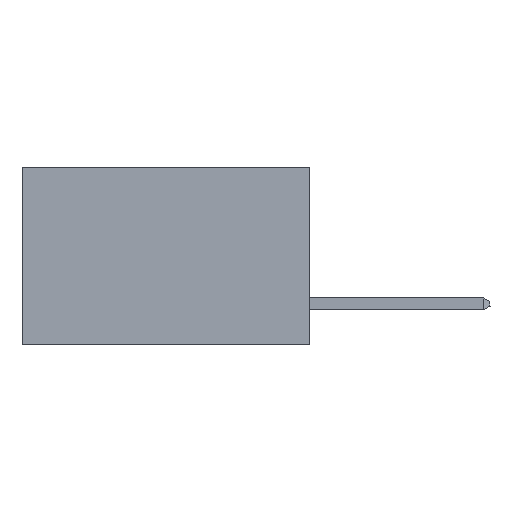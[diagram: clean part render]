
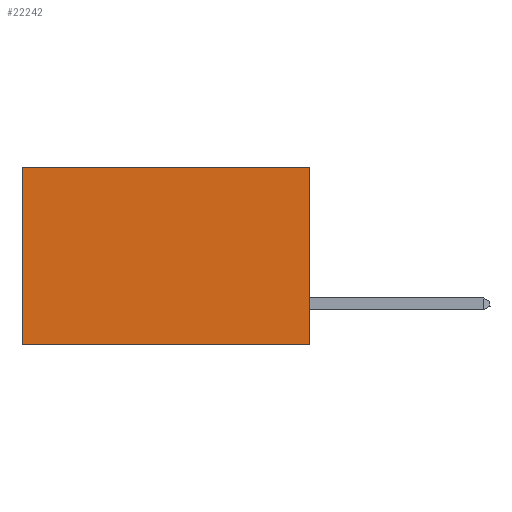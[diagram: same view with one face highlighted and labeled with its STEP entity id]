
A CAD part, left-side view. The second image highlights one B-rep face of the part: STEP entity #22242.
In plain terms, the highlighted planar face has unit normal (-1, 0, 0).
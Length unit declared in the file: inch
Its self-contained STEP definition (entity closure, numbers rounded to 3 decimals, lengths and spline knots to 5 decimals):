
#650 = ORIENTED_EDGE ( 'NONE', *, *, #16820, .T. ) ;
#1488 = VECTOR ( 'NONE', #15910, 39.37008 ) ;
#2910 = CARTESIAN_POINT ( 'NONE',  ( 0.2875, 0., 0. ) ) ;
#3317 = DIRECTION ( 'NONE',  ( 0., 0., -1. ) ) ;
#3669 = CARTESIAN_POINT ( 'NONE',  ( 0.2875, 0., 0. ) ) ;
#4208 = VERTEX_POINT ( 'NONE', #9436 ) ;
#4409 = EDGE_LOOP ( 'NONE', ( #21422, #8396, #17899, #650 ) ) ;
#4745 = DIRECTION ( 'NONE',  ( 0., 0., -1. ) ) ;
#5075 = EDGE_CURVE ( 'NONE', #16230, #4208, #13508, .T. ) ;
#5472 = DIRECTION ( 'NONE',  ( 0., 1., 0. ) ) ;
#8396 = ORIENTED_EDGE ( 'NONE', *, *, #5075, .F. ) ;
#9436 = CARTESIAN_POINT ( 'NONE',  ( 0.2875, 0.6, -0.37 ) ) ;
#9789 = AXIS2_PLACEMENT_3D ( 'NONE', #2910, #15268, #4745 ) ;
#10403 = CARTESIAN_POINT ( 'NONE',  ( 0.2875, 0., 0. ) ) ;
#10632 = VERTEX_POINT ( 'NONE', #12530 ) ;
#11015 = LINE ( 'NONE', #21075, #1488 ) ;
#11075 = EDGE_CURVE ( 'NONE', #14700, #4208, #11015, .T. ) ;
#12530 = CARTESIAN_POINT ( 'NONE',  ( 0.2875, 0., 0. ) ) ;
#12961 = VECTOR ( 'NONE', #18125, 39.37008 ) ;
#13508 = LINE ( 'NONE', #19765, #12961 ) ;
#14700 = VERTEX_POINT ( 'NONE', #14951 ) ;
#14951 = CARTESIAN_POINT ( 'NONE',  ( 0.2875, 0.6, 0. ) ) ;
#15268 = DIRECTION ( 'NONE',  ( 1., 0., 0. ) ) ;
#15910 = DIRECTION ( 'NONE',  ( 0., 0., -1. ) ) ;
#16230 = VERTEX_POINT ( 'NONE', #22207 ) ;
#16367 = VECTOR ( 'NONE', #3317, 39.37008 ) ;
#16820 = EDGE_CURVE ( 'NONE', #10632, #14700, #17503, .T. ) ;
#16974 = VECTOR ( 'NONE', #5472, 39.37008 ) ;
#17503 = LINE ( 'NONE', #3669, #16974 ) ;
#17899 = ORIENTED_EDGE ( 'NONE', *, *, #19172, .F. ) ;
#18125 = DIRECTION ( 'NONE',  ( 0., 1., 0. ) ) ;
#19172 = EDGE_CURVE ( 'NONE', #10632, #16230, #20895, .T. ) ;
#19765 = CARTESIAN_POINT ( 'NONE',  ( 0.2875, 0., -0.37 ) ) ;
#20406 = PLANE ( 'NONE',  #9789 ) ;
#20895 = LINE ( 'NONE', #10403, #16367 ) ;
#21075 = CARTESIAN_POINT ( 'NONE',  ( 0.2875, 0.6, 0. ) ) ;
#21422 = ORIENTED_EDGE ( 'NONE', *, *, #11075, .T. ) ;
#22162 = FACE_OUTER_BOUND ( 'NONE', #4409, .T. ) ;
#22207 = CARTESIAN_POINT ( 'NONE',  ( 0.2875, 0., -0.37 ) ) ;
#22242 = ADVANCED_FACE ( 'NONE', ( #22162 ), #20406, .F. ) ;
